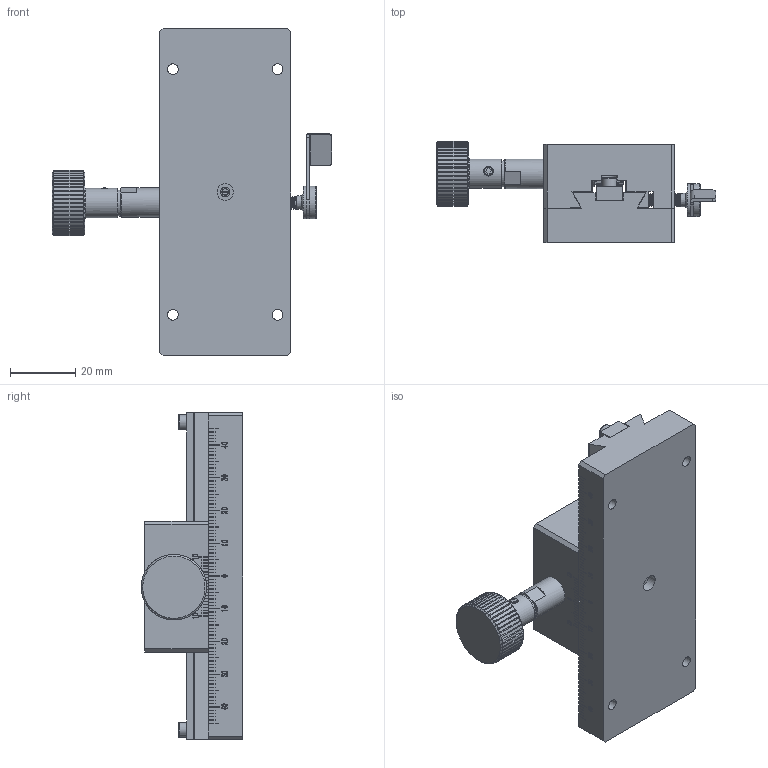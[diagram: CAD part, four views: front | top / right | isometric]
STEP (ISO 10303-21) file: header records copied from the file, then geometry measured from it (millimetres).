
FILE_DESCRIPTION (( 'STEP AP203' ), '1' );
FILE_NAME ('528733.STEP', '2024-10-14T09:22:00', ( 'Windows User' ), ( 'P R C' ), 'SwSTEP 2.0', 'SolidWorks 2020', '' );
FILE_SCHEMA (( 'CONFIG_CONTROL_DESIGN' ));
Length unit declared in the file: millimetre
Products named in the file (1): 528733
Bounding box: 85.49 x 31.06 x 100 mm (x, y, z)
Volume: 108410.1 mm3; surface area: 41961.4 mm2
Topology: 19 solids, 19 shells, 1916 faces, 5023 edges, 3203 vertices
Faces by surface type: plane 1177, cone 259, bspline 257, cylinder 223
Full cylindrical faces by diameter (mm): 2.05 x4, 2.2 x1, 2.5 x38, 2.9 x3, 3 x2, 3.3 x6, 4 x16, 4.1 x2, 4.5 x4, 5 x1, 6 x4, 7.4 x1, 8 x5, 9 x3, 10 x2
Entity records: 150467 total; most frequent: CARTESIAN_POINT 106937, ORIENTED_EDGE 9588, DIRECTION 7702, EDGE_CURVE 4794, VERTEX_POINT 3128, VECTOR 3092, LINE 3092, AXIS2_PLACEMENT_3D 2305
